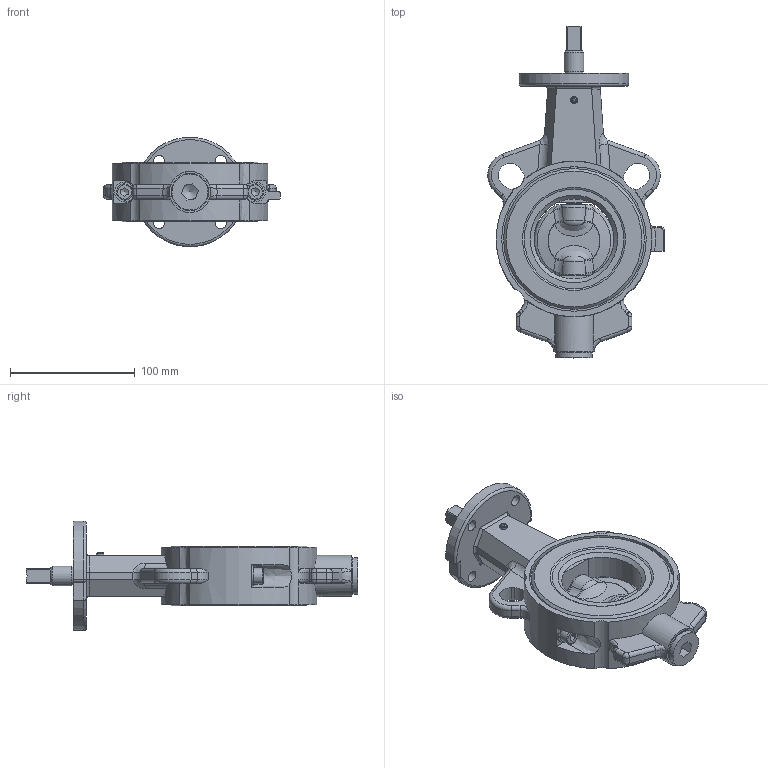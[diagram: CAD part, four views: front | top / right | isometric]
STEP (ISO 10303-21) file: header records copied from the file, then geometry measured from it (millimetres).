
FILE_DESCRIPTION((''),'2;1');
FILE_NAME('Z011-K1-GMX-DN065.stp','2009-01-14T11:11:38',('hellwig'),(''),'Autodesk Inventor 2008','Autodesk Inventor 2008','');
FILE_SCHEMA(('AUTOMOTIVE_DESIGN { 1 0 10303 214 1 1 1 1 }'));
Length unit declared in the file: millimetre
Products named in the file (1): Bauteil1
Bounding box: 141.74 x 266.5 x 87.67 mm (x, y, z)
Volume: 639463.9 mm3; surface area: 120464.3 mm2
Topology: 1 solids, 12 shells, 510 faces, 1221 edges, 751 vertices
Faces by surface type: plane 144, cylinder 136, bspline 126, torus 51, cone 51, sphere 2
Full cylindrical faces by diameter (mm): 4 x1, 6 x1, 6.647 x2, 8 x2, 8.4 x2, 8.5 x2, 10.2 x1, 10.5 x1, 12 x3, 12.3 x1, 12.8 x3, 13 x3, 15.2 x1, 16 x9, 16.2 x5, 16.35 x4, 20.95 x3, 21 x2, 25.3 x1, 29 x1, 29.9 x1, 33 x1, 80 x2, 113 x1, 116 x1
Entity records: 19674 total; most frequent: CARTESIAN_POINT 8512, DIRECTION 2114, ORIENTED_EDGE 2100, EDGE_CURVE 1050, AXIS2_PLACEMENT_3D 901, VERTEX_POINT 710, EDGE_LOOP 695, STYLED_ITEM 511
